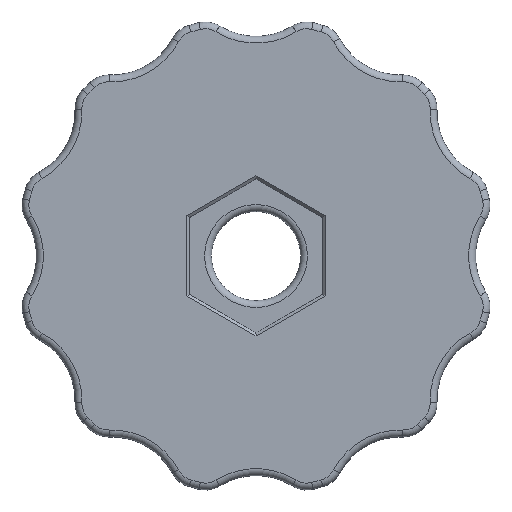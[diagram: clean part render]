
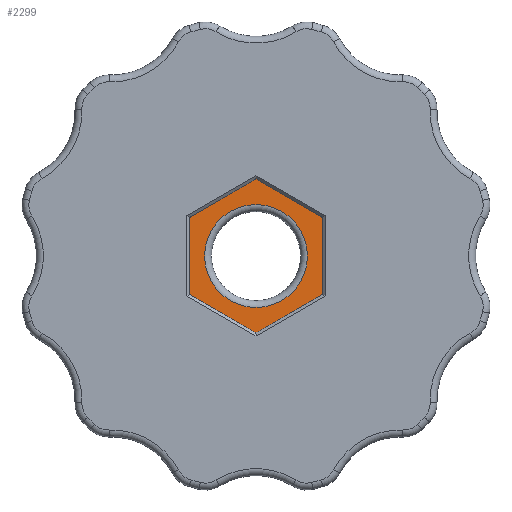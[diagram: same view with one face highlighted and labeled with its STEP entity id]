
A CAD part, top view. The second image highlights one B-rep face of the part: STEP entity #2299.
In plain terms, the highlighted planar face has unit normal (0, 0, 1).
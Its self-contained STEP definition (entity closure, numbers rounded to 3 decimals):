
#15=FACE_BOUND('',#405,.T.);
#18=PLANE('',#2489);
#34=LINE('',#3950,#113);
#35=LINE('',#3952,#114);
#36=LINE('',#3954,#115);
#37=LINE('',#3956,#116);
#38=LINE('',#3958,#117);
#39=LINE('',#3959,#118);
#113=VECTOR('',#2958,10.);
#114=VECTOR('',#2959,10.);
#115=VECTOR('',#2960,10.);
#116=VECTOR('',#2961,10.);
#117=VECTOR('',#2962,10.);
#118=VECTOR('',#2963,10.);
#242=FACE_OUTER_BOUND('',#404,.T.);
#404=EDGE_LOOP('',(#1461,#1462,#1463,#1464,#1465,#1466));
#405=EDGE_LOOP('',(#1467));
#567=CIRCLE('',#2483,3.75);
#862=VERTEX_POINT('',#3936);
#866=VERTEX_POINT('',#3948);
#867=VERTEX_POINT('',#3949);
#868=VERTEX_POINT('',#3951);
#869=VERTEX_POINT('',#3953);
#870=VERTEX_POINT('',#3955);
#871=VERTEX_POINT('',#3957);
#1077=EDGE_CURVE('',#862,#862,#567,.T.);
#1083=EDGE_CURVE('',#866,#867,#34,.T.);
#1084=EDGE_CURVE('',#868,#866,#35,.T.);
#1085=EDGE_CURVE('',#869,#868,#36,.T.);
#1086=EDGE_CURVE('',#870,#869,#37,.T.);
#1087=EDGE_CURVE('',#871,#870,#38,.T.);
#1088=EDGE_CURVE('',#867,#871,#39,.T.);
#1461=ORIENTED_EDGE('',*,*,#1083,.F.);
#1462=ORIENTED_EDGE('',*,*,#1084,.F.);
#1463=ORIENTED_EDGE('',*,*,#1085,.F.);
#1464=ORIENTED_EDGE('',*,*,#1086,.F.);
#1465=ORIENTED_EDGE('',*,*,#1087,.F.);
#1466=ORIENTED_EDGE('',*,*,#1088,.F.);
#1467=ORIENTED_EDGE('',*,*,#1077,.F.);
#2299=ADVANCED_FACE('',(#242,#15),#18,.F.);
#2483=AXIS2_PLACEMENT_3D('',#3937,#2943,#2944);
#2489=AXIS2_PLACEMENT_3D('',#3947,#2956,#2957);
#2943=DIRECTION('center_axis',(0.,0.,1.));
#2944=DIRECTION('ref_axis',(-1.,0.,0.));
#2956=DIRECTION('center_axis',(0.,0.,-1.));
#2957=DIRECTION('ref_axis',(-1.,0.,0.));
#2958=DIRECTION('',(0.866,-0.5,0.));
#2959=DIRECTION('',(0.866,0.5,0.));
#2960=DIRECTION('',(0.,1.,0.));
#2961=DIRECTION('',(-0.866,0.5,0.));
#2962=DIRECTION('',(-0.866,-0.5,0.));
#2963=DIRECTION('',(0.,-1.,0.));
#3936=CARTESIAN_POINT('',(3.75,0.,2.));
#3937=CARTESIAN_POINT('Origin',(0.,0.,2.));
#3947=CARTESIAN_POINT('Origin',(0.,0.,2.));
#3948=CARTESIAN_POINT('',(0.,5.6,2.));
#3949=CARTESIAN_POINT('',(4.85,2.8,2.));
#3950=CARTESIAN_POINT('',(4.85,2.8,2.));
#3951=CARTESIAN_POINT('',(-4.85,2.8,2.));
#3952=CARTESIAN_POINT('',(0.,5.6,2.));
#3953=CARTESIAN_POINT('',(-4.85,-2.8,2.));
#3954=CARTESIAN_POINT('',(-4.85,2.8,2.));
#3955=CARTESIAN_POINT('',(0.,-5.6,2.));
#3956=CARTESIAN_POINT('',(-4.85,-2.8,2.));
#3957=CARTESIAN_POINT('',(4.85,-2.8,2.));
#3958=CARTESIAN_POINT('',(0.,-5.6,2.));
#3959=CARTESIAN_POINT('',(4.85,-2.8,2.));
